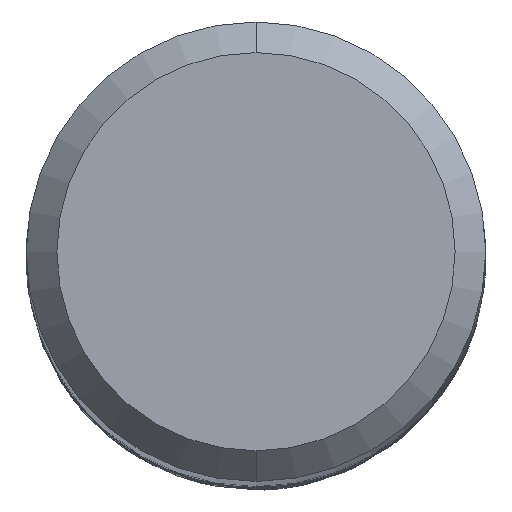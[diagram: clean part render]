
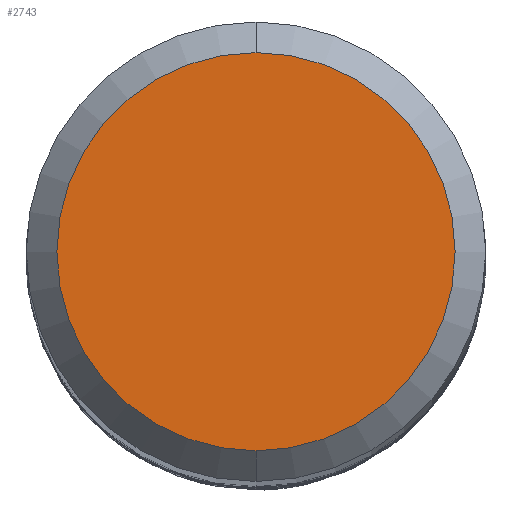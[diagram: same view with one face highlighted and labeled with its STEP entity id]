
A CAD part, top view. The second image highlights one B-rep face of the part: STEP entity #2743.
In plain terms, the highlighted planar face has unit normal (0, 0, 1).
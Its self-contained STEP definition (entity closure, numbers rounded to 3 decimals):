
#1057=VERTEX_POINT('',#3089);
#1223=EDGE_CURVE('',#1057,#2017,#3268,.T.);
#1441=EDGE_CURVE('',#2017,#1057,#3502,.T.);
#2017=VERTEX_POINT('',#4125);
#2743=ADVANCED_FACE('',(#4920),#4921,.T.);
#3089=CARTESIAN_POINT('',(0.,-2.6,0.0));
#3268=CIRCLE('',#7505,2.6);
#3502=CIRCLE('',#9700,2.6);
#4125=CARTESIAN_POINT('',(0.0,2.6,0.0));
#4920=FACE_OUTER_BOUND('',#23418,.T.);
#4921=PLANE('',#23419);
#7505=AXIS2_PLACEMENT_3D('',#28581,#28582,#28583);
#9700=AXIS2_PLACEMENT_3D('',#28876,#28877,#28878);
#23418=EDGE_LOOP('',(#30359,#30360));
#23419=AXIS2_PLACEMENT_3D('',#30361,#30362,#30363);
#28581=CARTESIAN_POINT('',(0.0,0.0,0.0));
#28582=DIRECTION('',(0.0,0.0,-1.0));
#28583=DIRECTION('',(0.0,1.0,0.0));
#28876=CARTESIAN_POINT('',(0.0,0.0,0.0));
#28877=DIRECTION('',(0.0,0.0,-1.0));
#28878=DIRECTION('',(0.0,1.0,0.0));
#30359=ORIENTED_EDGE('',*,*,#1441,.F.);
#30360=ORIENTED_EDGE('',*,*,#1223,.F.);
#30361=CARTESIAN_POINT('',(0.0,1.3,0.0));
#30362=DIRECTION('',(-0.0,0.0,1.0));
#30363=DIRECTION('',(0.0,-1.0,0.0));
